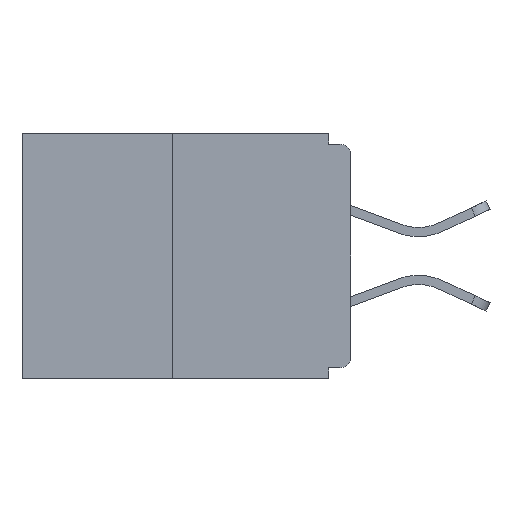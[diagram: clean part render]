
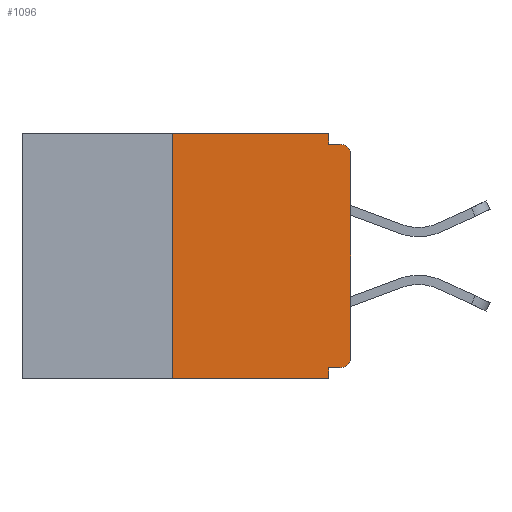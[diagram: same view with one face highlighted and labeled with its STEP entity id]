
A CAD part, left-side view. The second image highlights one B-rep face of the part: STEP entity #1096.
In plain terms, the highlighted planar face has unit normal (-1, 0, 0).
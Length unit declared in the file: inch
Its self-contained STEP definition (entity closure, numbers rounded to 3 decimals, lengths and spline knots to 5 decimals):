
#427 = VECTOR ( 'NONE', #11568, 39.37008 ) ;
#735 = CARTESIAN_POINT ( 'NONE',  ( 0., 0.015, -0.015 ) ) ;
#825 = DIRECTION ( 'NONE',  ( 0., 0., -1. ) ) ;
#836 = VECTOR ( 'NONE', #8736, 39.37008 ) ;
#1096 = ADVANCED_FACE ( 'NONE', ( #8451 ), #11093, .F. ) ;
#1274 = EDGE_CURVE ( 'NONE', #8399, #5951, #11450, .T. ) ;
#1423 = VERTEX_POINT ( 'NONE', #10902 ) ;
#1657 = CARTESIAN_POINT ( 'NONE',  ( 0., 0., -0.015 ) ) ;
#1987 = VERTEX_POINT ( 'NONE', #12678 ) ;
#2058 = CARTESIAN_POINT ( 'NONE',  ( 0., 0.46, 0. ) ) ;
#2102 = DIRECTION ( 'NONE',  ( 0., -1., 0. ) ) ;
#2530 = VERTEX_POINT ( 'NONE', #735 ) ;
#2712 = LINE ( 'NONE', #2058, #3983 ) ;
#2748 = CARTESIAN_POINT ( 'NONE',  ( 0., 0.015, -0.313 ) ) ;
#3087 = VECTOR ( 'NONE', #11799, 39.37008 ) ;
#3111 = DIRECTION ( 'NONE',  ( 0., 0., -1. ) ) ;
#3262 = DIRECTION ( 'NONE',  ( 0., 0., 1. ) ) ;
#3466 = EDGE_CURVE ( 'NONE', #5951, #2530, #10583, .T. ) ;
#3595 = DIRECTION ( 'NONE',  ( 0., 0., 1. ) ) ;
#3723 = ORIENTED_EDGE ( 'NONE', *, *, #3466, .F. ) ;
#3960 = CARTESIAN_POINT ( 'NONE',  ( 0., 0.015, -0.03 ) ) ;
#3983 = VECTOR ( 'NONE', #2102, 39.37008 ) ;
#4155 = EDGE_CURVE ( 'NONE', #1423, #12075, #5253, .T. ) ;
#4364 = CARTESIAN_POINT ( 'NONE',  ( 0., 0.031, -0.343 ) ) ;
#4413 = EDGE_CURVE ( 'NONE', #11879, #8399, #2712, .T. ) ;
#4665 = LINE ( 'NONE', #5882, #3087 ) ;
#5010 = ORIENTED_EDGE ( 'NONE', *, *, #8620, .T. ) ;
#5070 = CARTESIAN_POINT ( 'NONE',  ( 0., 0.46, 0. ) ) ;
#5127 = VERTEX_POINT ( 'NONE', #11496 ) ;
#5220 = ORIENTED_EDGE ( 'NONE', *, *, #4155, .F. ) ;
#5233 = CARTESIAN_POINT ( 'NONE',  ( 0., 0.031, -0.343 ) ) ;
#5253 = LINE ( 'NONE', #12391, #7775 ) ;
#5658 = EDGE_LOOP ( 'NONE', ( #10548, #9959, #11638, #7099, #5220, #5010, #6929, #7241, #3723, #11010 ) ) ;
#5882 = CARTESIAN_POINT ( 'NONE',  ( 0., 0.46, -0.343 ) ) ;
#5951 = VERTEX_POINT ( 'NONE', #7978 ) ;
#6171 = VERTEX_POINT ( 'NONE', #5233 ) ;
#6344 = CARTESIAN_POINT ( 'NONE',  ( 0., 0.25, 0. ) ) ;
#6391 = DIRECTION ( 'NONE',  ( 0., 1., 0. ) ) ;
#6572 = CARTESIAN_POINT ( 'NONE',  ( 0., 0.031, 0. ) ) ;
#6715 = CARTESIAN_POINT ( 'NONE',  ( 0., 0., -0.03 ) ) ;
#6929 = ORIENTED_EDGE ( 'NONE', *, *, #9591, .T. ) ;
#7099 = ORIENTED_EDGE ( 'NONE', *, *, #10293, .F. ) ;
#7241 = ORIENTED_EDGE ( 'NONE', *, *, #10604, .T. ) ;
#7382 = CIRCLE ( 'NONE', #10977, 0.015 ) ;
#7412 = CARTESIAN_POINT ( 'NONE',  ( 0., 0.031, 0. ) ) ;
#7527 = LINE ( 'NONE', #4364, #427 ) ;
#7544 = CARTESIAN_POINT ( 'NONE',  ( 0., 0.031, -0.328 ) ) ;
#7762 = AXIS2_PLACEMENT_3D ( 'NONE', #2748, #7911, #825 ) ;
#7775 = VECTOR ( 'NONE', #6391, 39.37008 ) ;
#7793 = VECTOR ( 'NONE', #3595, 39.37008 ) ;
#7911 = DIRECTION ( 'NONE',  ( -1., 0., 0. ) ) ;
#7978 = CARTESIAN_POINT ( 'NONE',  ( 0., 0.031, -0.015 ) ) ;
#8016 = LINE ( 'NONE', #11372, #11470 ) ;
#8321 = VERTEX_POINT ( 'NONE', #6715 ) ;
#8399 = VERTEX_POINT ( 'NONE', #7412 ) ;
#8451 = FACE_OUTER_BOUND ( 'NONE', #5658, .T. ) ;
#8620 = EDGE_CURVE ( 'NONE', #1423, #5127, #11340, .T. ) ;
#8736 = DIRECTION ( 'NONE',  ( 0., -1., 0. ) ) ;
#8750 = VECTOR ( 'NONE', #12702, 39.37008 ) ;
#8772 = AXIS2_PLACEMENT_3D ( 'NONE', #5070, #12110, #3111 ) ;
#9591 = EDGE_CURVE ( 'NONE', #5127, #8321, #8016, .T. ) ;
#9616 = CARTESIAN_POINT ( 'NONE',  ( 0., 0.25, 0. ) ) ;
#9959 = ORIENTED_EDGE ( 'NONE', *, *, #12743, .F. ) ;
#10293 = EDGE_CURVE ( 'NONE', #12075, #6171, #7527, .T. ) ;
#10548 = ORIENTED_EDGE ( 'NONE', *, *, #4413, .F. ) ;
#10583 = LINE ( 'NONE', #1657, #836 ) ;
#10604 = EDGE_CURVE ( 'NONE', #8321, #2530, #7382, .T. ) ;
#10860 = DIRECTION ( 'NONE',  ( -1., 0., 0. ) ) ;
#10902 = CARTESIAN_POINT ( 'NONE',  ( 0., 0.015, -0.328 ) ) ;
#10977 = AXIS2_PLACEMENT_3D ( 'NONE', #3960, #10860, #12880 ) ;
#11010 = ORIENTED_EDGE ( 'NONE', *, *, #1274, .F. ) ;
#11093 = PLANE ( 'NONE',  #8772 ) ;
#11340 = CIRCLE ( 'NONE', #7762, 0.015 ) ;
#11372 = CARTESIAN_POINT ( 'NONE',  ( 0., 0., 0. ) ) ;
#11450 = LINE ( 'NONE', #6572, #8750 ) ;
#11470 = VECTOR ( 'NONE', #3262, 39.37008 ) ;
#11482 = EDGE_CURVE ( 'NONE', #1987, #6171, #4665, .T. ) ;
#11496 = CARTESIAN_POINT ( 'NONE',  ( 0., 0., -0.313 ) ) ;
#11568 = DIRECTION ( 'NONE',  ( 0., 0., -1. ) ) ;
#11638 = ORIENTED_EDGE ( 'NONE', *, *, #11482, .T. ) ;
#11722 = LINE ( 'NONE', #9616, #7793 ) ;
#11799 = DIRECTION ( 'NONE',  ( 0., -1., 0. ) ) ;
#11879 = VERTEX_POINT ( 'NONE', #6344 ) ;
#12075 = VERTEX_POINT ( 'NONE', #7544 ) ;
#12110 = DIRECTION ( 'NONE',  ( 1., 0., 0. ) ) ;
#12391 = CARTESIAN_POINT ( 'NONE',  ( 0., 0., -0.328 ) ) ;
#12678 = CARTESIAN_POINT ( 'NONE',  ( 0., 0.25, -0.343 ) ) ;
#12702 = DIRECTION ( 'NONE',  ( 0., 0., -1. ) ) ;
#12743 = EDGE_CURVE ( 'NONE', #1987, #11879, #11722, .T. ) ;
#12880 = DIRECTION ( 'NONE',  ( 0., 0., -1. ) ) ;
